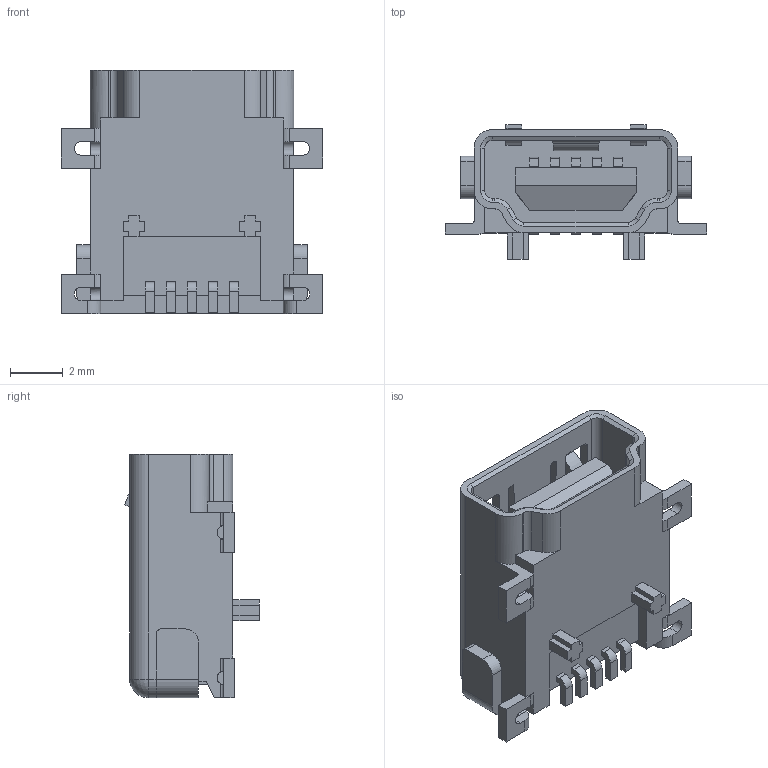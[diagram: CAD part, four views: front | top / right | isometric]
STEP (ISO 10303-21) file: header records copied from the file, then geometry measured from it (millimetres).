
FILE_DESCRIPTION((''),'2;1');
FILE_NAME('C-1734327-2','2011-11-17T',('workeradm'),('Tyco Electronics Ltd.'),'PRO/ENGINEER BY PARAMETRIC TECHNOLOGY CORPORATION, 2010430','PRO/ENGINEER BY PARAMETRIC TECHNOLOGY CORPORATION, 2010430','');
FILE_SCHEMA(('AUTOMOTIVE_DESIGN { 1 0 10303 214 1 1 1 1 }'));
Length unit declared in the file: millimetre
Products named in the file (1): C-1734327-2
Bounding box: 9.9 x 5.09 x 9.2 mm (x, y, z)
Volume: 186.6 mm3; surface area: 470.1 mm2
Topology: 1 solids, 1 shells, 319 faces, 881 edges, 568 vertices
Faces by surface type: plane 206, cylinder 93, bspline 10, cone 8, sphere 2
Entity records: 10754 total; most frequent: CARTESIAN_POINT 2266, ORIENTED_EDGE 1762, DIRECTION 1659, EDGE_CURVE 881, VECTOR 673, LINE 673, VERTEX_POINT 568, AXIS2_PLACEMENT_3D 493
